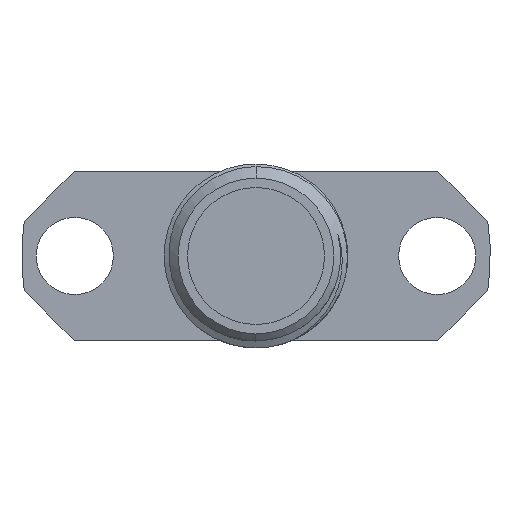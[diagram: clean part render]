
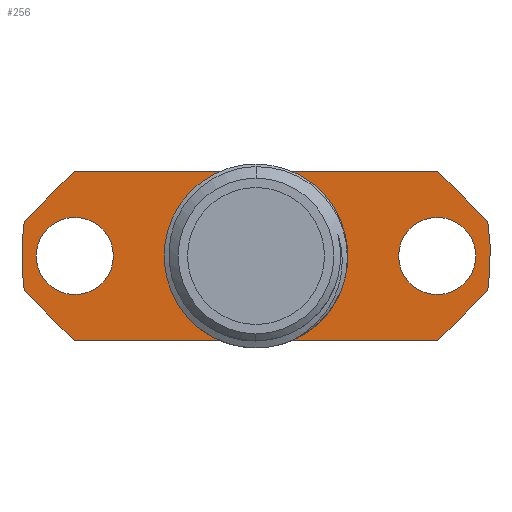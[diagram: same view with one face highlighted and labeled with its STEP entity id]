
A CAD part, left-side view. The second image highlights one B-rep face of the part: STEP entity #256.
In plain terms, the highlighted planar face has unit normal (-1, 0, 0).
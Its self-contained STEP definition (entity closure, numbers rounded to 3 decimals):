
#52 = DIRECTION ( 'NONE',  ( -1., 0., 0. ) ) ;
#59 = DIRECTION ( 'NONE',  ( -1., 0., 0. ) ) ;
#82 = DIRECTION ( 'NONE',  ( -1., 0., 0. ) ) ;
#145 = VECTOR ( 'NONE', #1841, 1000. ) ;
#175 = ORIENTED_EDGE ( 'NONE', *, *, #2051, .T. ) ;
#190 = AXIS2_PLACEMENT_3D ( 'NONE', #514, #2793, #2231 ) ;
#254 = AXIS2_PLACEMENT_3D ( 'NONE', #2423, #82, #2146 ) ;
#256 = ADVANCED_FACE ( 'NONE', ( #2389, #3260, #3316, #661 ), #1030, .T. ) ;
#282 = EDGE_CURVE ( 'NONE', #1766, #1715, #682, .T. ) ;
#312 = LINE ( 'NONE', #582, #2253 ) ;
#396 = VECTOR ( 'NONE', #1901, 1000. ) ;
#463 = CARTESIAN_POINT ( 'NONE',  ( 7.8, 6.11, 1.3 ) ) ;
#465 = EDGE_LOOP ( 'NONE', ( #1571, #2110 ) ) ;
#514 = CARTESIAN_POINT ( 'NONE',  ( 7.8, -6.11, 0. ) ) ;
#543 = DIRECTION ( 'NONE',  ( -1., 0., 0. ) ) ;
#582 = CARTESIAN_POINT ( 'NONE',  ( 7.8, 7.813, -1.167 ) ) ;
#658 = DIRECTION ( 'NONE',  ( 0., 1., 0. ) ) ;
#661 = FACE_OUTER_BOUND ( 'NONE', #2908, .T. ) ;
#676 = VERTEX_POINT ( 'NONE', #883 ) ;
#681 = DIRECTION ( 'NONE',  ( 0., 0.707, 0.707 ) ) ;
#682 = LINE ( 'NONE', #1802, #145 ) ;
#697 = AXIS2_PLACEMENT_3D ( 'NONE', #1074, #543, #1364 ) ;
#707 = ORIENTED_EDGE ( 'NONE', *, *, #945, .F. ) ;
#731 = LINE ( 'NONE', #1319, #2131 ) ;
#758 = AXIS2_PLACEMENT_3D ( 'NONE', #784, #3053, #3081 ) ;
#762 = DIRECTION ( 'NONE',  ( 0., -0.707, 0.707 ) ) ;
#784 = CARTESIAN_POINT ( 'NONE',  ( 7.8, 0., 0. ) ) ;
#807 = AXIS2_PLACEMENT_3D ( 'NONE', #2651, #59, #2749 ) ;
#883 = CARTESIAN_POINT ( 'NONE',  ( 7.8, 6.13, 2.85 ) ) ;
#945 = EDGE_CURVE ( 'NONE', #1002, #3729, #2376, .T. ) ;
#988 = CIRCLE ( 'NONE', #697, 1.3 ) ;
#1002 = VERTEX_POINT ( 'NONE', #2795 ) ;
#1030 = PLANE ( 'NONE',  #254 ) ;
#1038 = DIRECTION ( 'NONE',  ( -1., 0., 0. ) ) ;
#1057 = AXIS2_PLACEMENT_3D ( 'NONE', #2414, #1038, #3591 ) ;
#1074 = CARTESIAN_POINT ( 'NONE',  ( 7.8, -6.11, 0. ) ) ;
#1205 = DIRECTION ( 'NONE',  ( 0., 0., 1. ) ) ;
#1218 = DIRECTION ( 'NONE',  ( 0., -0.707, -0.707 ) ) ;
#1226 = CARTESIAN_POINT ( 'NONE',  ( 7.8, 6.13, -2.85 ) ) ;
#1232 = VECTOR ( 'NONE', #658, 1000. ) ;
#1248 = CARTESIAN_POINT ( 'NONE',  ( 7.8, 0., 0. ) ) ;
#1303 = EDGE_CURVE ( 'NONE', #3729, #1002, #3045, .T. ) ;
#1319 = CARTESIAN_POINT ( 'NONE',  ( 7.8, -6.13, -2.85 ) ) ;
#1364 = DIRECTION ( 'NONE',  ( 0., 0., 1. ) ) ;
#1403 = AXIS2_PLACEMENT_3D ( 'NONE', #2396, #2947, #3489 ) ;
#1439 = ORIENTED_EDGE ( 'NONE', *, *, #2989, .F. ) ;
#1483 = EDGE_CURVE ( 'NONE', #2166, #3715, #2201, .T. ) ;
#1571 = ORIENTED_EDGE ( 'NONE', *, *, #2225, .F. ) ;
#1585 = CARTESIAN_POINT ( 'NONE',  ( 7.8, -7.813, 1.167 ) ) ;
#1595 = CIRCLE ( 'NONE', #1946, 1.3 ) ;
#1715 = VERTEX_POINT ( 'NONE', #2728 ) ;
#1746 = ORIENTED_EDGE ( 'NONE', *, *, #1303, .F. ) ;
#1749 = DIRECTION ( 'NONE',  ( -1., 0., 0. ) ) ;
#1766 = VERTEX_POINT ( 'NONE', #1226 ) ;
#1802 = CARTESIAN_POINT ( 'NONE',  ( 7.8, 6.13, -2.85 ) ) ;
#1841 = DIRECTION ( 'NONE',  ( 0., -1., 0. ) ) ;
#1872 = LINE ( 'NONE', #3028, #1232 ) ;
#1881 = ORIENTED_EDGE ( 'NONE', *, *, #3170, .F. ) ;
#1901 = DIRECTION ( 'NONE',  ( 0., 0.707, -0.707 ) ) ;
#1946 = AXIS2_PLACEMENT_3D ( 'NONE', #2053, #52, #1205 ) ;
#2051 = EDGE_CURVE ( 'NONE', #1715, #3083, #731, .T. ) ;
#2053 = CARTESIAN_POINT ( 'NONE',  ( 7.8, 6.11, 0. ) ) ;
#2065 = VERTEX_POINT ( 'NONE', #1585 ) ;
#2074 = DIRECTION ( 'NONE',  ( 0., 0., 1. ) ) ;
#2093 = VERTEX_POINT ( 'NONE', #2742 ) ;
#2110 = ORIENTED_EDGE ( 'NONE', *, *, #1483, .F. ) ;
#2131 = VECTOR ( 'NONE', #762, 1000. ) ;
#2146 = DIRECTION ( 'NONE',  ( 0., 0., 1. ) ) ;
#2166 = VERTEX_POINT ( 'NONE', #2240 ) ;
#2199 = VECTOR ( 'NONE', #681, 1000. ) ;
#2201 = CIRCLE ( 'NONE', #190, 1.3 ) ;
#2225 = EDGE_CURVE ( 'NONE', #3715, #2166, #988, .T. ) ;
#2231 = DIRECTION ( 'NONE',  ( 0., 0., 1. ) ) ;
#2240 = CARTESIAN_POINT ( 'NONE',  ( 7.8, -6.11, -1.3 ) ) ;
#2252 = ORIENTED_EDGE ( 'NONE', *, *, #3544, .T. ) ;
#2253 = VECTOR ( 'NONE', #1218, 1000. ) ;
#2318 = CIRCLE ( 'NONE', #1057, 1.3 ) ;
#2333 = VERTEX_POINT ( 'NONE', #2503 ) ;
#2376 = CIRCLE ( 'NONE', #758, 2.625 ) ;
#2389 = FACE_BOUND ( 'NONE', #465, .T. ) ;
#2396 = CARTESIAN_POINT ( 'NONE',  ( 7.8, 0., 0. ) ) ;
#2414 = CARTESIAN_POINT ( 'NONE',  ( 7.8, 6.11, 0. ) ) ;
#2423 = CARTESIAN_POINT ( 'NONE',  ( 7.8, 0., 0. ) ) ;
#2453 = LINE ( 'NONE', #2468, #396 ) ;
#2468 = CARTESIAN_POINT ( 'NONE',  ( 7.8, 6.13, 2.85 ) ) ;
#2491 = ORIENTED_EDGE ( 'NONE', *, *, #2643, .T. ) ;
#2502 = VERTEX_POINT ( 'NONE', #3725 ) ;
#2503 = CARTESIAN_POINT ( 'NONE',  ( 7.8, 6.11, -1.3 ) ) ;
#2592 = CARTESIAN_POINT ( 'NONE',  ( 7.8, 0., -2.625 ) ) ;
#2643 = EDGE_CURVE ( 'NONE', #3083, #2065, #3646, .T. ) ;
#2651 = CARTESIAN_POINT ( 'NONE',  ( 7.8, 0., 0. ) ) ;
#2728 = CARTESIAN_POINT ( 'NONE',  ( 7.8, -6.13, -2.85 ) ) ;
#2742 = CARTESIAN_POINT ( 'NONE',  ( 7.8, 7.813, -1.167 ) ) ;
#2749 = DIRECTION ( 'NONE',  ( 0., 0., 1. ) ) ;
#2760 = EDGE_CURVE ( 'NONE', #3310, #676, #1872, .T. ) ;
#2766 = ORIENTED_EDGE ( 'NONE', *, *, #3329, .T. ) ;
#2793 = DIRECTION ( 'NONE',  ( -1., 0., 0. ) ) ;
#2795 = CARTESIAN_POINT ( 'NONE',  ( 7.8, 0., 2.625 ) ) ;
#2857 = CIRCLE ( 'NONE', #3343, 7.9 ) ;
#2871 = ORIENTED_EDGE ( 'NONE', *, *, #3167, .T. ) ;
#2908 = EDGE_LOOP ( 'NONE', ( #3349, #175, #2491, #2766, #3514, #2871, #3114, #2252 ) ) ;
#2939 = CARTESIAN_POINT ( 'NONE',  ( 7.8, -6.11, 1.3 ) ) ;
#2947 = DIRECTION ( 'NONE',  ( -1., 0., 0. ) ) ;
#2989 = EDGE_CURVE ( 'NONE', #2333, #3424, #1595, .T. ) ;
#3028 = CARTESIAN_POINT ( 'NONE',  ( 7.8, -6.13, 2.85 ) ) ;
#3045 = CIRCLE ( 'NONE', #1403, 2.625 ) ;
#3053 = DIRECTION ( 'NONE',  ( -1., 0., 0. ) ) ;
#3057 = EDGE_CURVE ( 'NONE', #2502, #2093, #2857, .T. ) ;
#3081 = DIRECTION ( 'NONE',  ( 0., 0., 1. ) ) ;
#3083 = VERTEX_POINT ( 'NONE', #3533 ) ;
#3087 = EDGE_LOOP ( 'NONE', ( #707, #1746 ) ) ;
#3114 = ORIENTED_EDGE ( 'NONE', *, *, #3057, .T. ) ;
#3167 = EDGE_CURVE ( 'NONE', #676, #2502, #2453, .T. ) ;
#3170 = EDGE_CURVE ( 'NONE', #3424, #2333, #2318, .T. ) ;
#3219 = CARTESIAN_POINT ( 'NONE',  ( 7.8, -6.13, 2.85 ) ) ;
#3259 = CARTESIAN_POINT ( 'NONE',  ( 7.8, -7.813, 1.167 ) ) ;
#3260 = FACE_BOUND ( 'NONE', #3671, .T. ) ;
#3310 = VERTEX_POINT ( 'NONE', #3219 ) ;
#3316 = FACE_BOUND ( 'NONE', #3087, .T. ) ;
#3329 = EDGE_CURVE ( 'NONE', #2065, #3310, #3601, .T. ) ;
#3343 = AXIS2_PLACEMENT_3D ( 'NONE', #1248, #1749, #2074 ) ;
#3349 = ORIENTED_EDGE ( 'NONE', *, *, #282, .T. ) ;
#3424 = VERTEX_POINT ( 'NONE', #463 ) ;
#3489 = DIRECTION ( 'NONE',  ( 0., 0., 1. ) ) ;
#3514 = ORIENTED_EDGE ( 'NONE', *, *, #2760, .T. ) ;
#3533 = CARTESIAN_POINT ( 'NONE',  ( 7.8, -7.813, -1.167 ) ) ;
#3544 = EDGE_CURVE ( 'NONE', #2093, #1766, #312, .T. ) ;
#3591 = DIRECTION ( 'NONE',  ( 0., 0., 1. ) ) ;
#3601 = LINE ( 'NONE', #3259, #2199 ) ;
#3646 = CIRCLE ( 'NONE', #807, 7.9 ) ;
#3671 = EDGE_LOOP ( 'NONE', ( #1881, #1439 ) ) ;
#3715 = VERTEX_POINT ( 'NONE', #2939 ) ;
#3725 = CARTESIAN_POINT ( 'NONE',  ( 7.8, 7.813, 1.167 ) ) ;
#3729 = VERTEX_POINT ( 'NONE', #2592 ) ;
